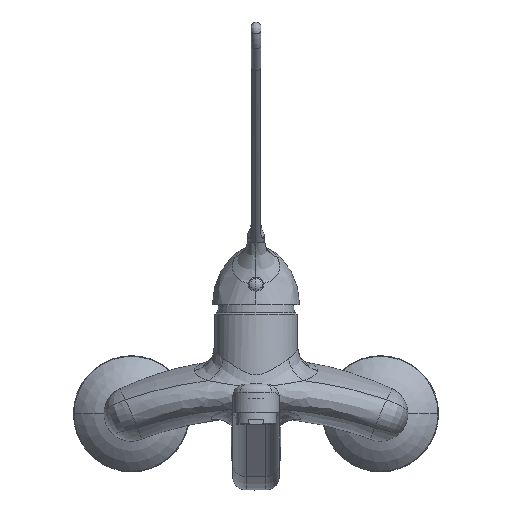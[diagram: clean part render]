
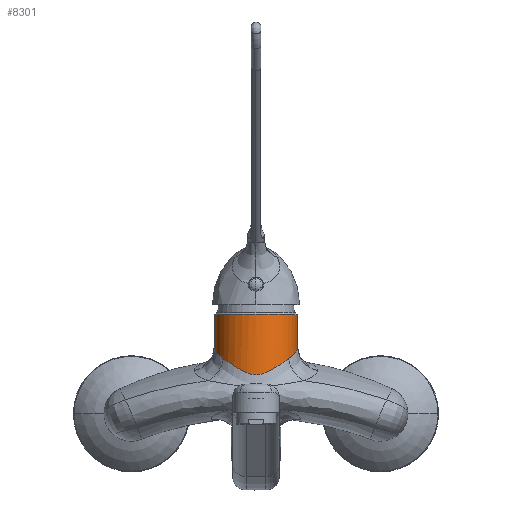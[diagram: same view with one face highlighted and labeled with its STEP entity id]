
A CAD part, top view. The second image highlights one B-rep face of the part: STEP entity #8301.
In plain terms, the highlighted cylindrical face has radius 25 mm (diameter 50 mm), a partial arc.
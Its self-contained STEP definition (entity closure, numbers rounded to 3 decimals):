
#1566=CARTESIAN_POINT('',(-25.,42.76,25.));
#1568=CARTESIAN_POINT('',(25.,42.76,25.));
#1606=DIRECTION('',(0.,1.,0.));
#1607=VECTOR('',#1606,19.44);
#1608=CARTESIAN_POINT('',(25.,42.76,25.));
#1609=LINE('',#1608,#1607);
#1638=CARTESIAN_POINT('',(0.,62.2,25.));
#1639=DIRECTION('',(0.,1.,0.));
#1640=DIRECTION('',(-1.,0.,0.));
#1641=AXIS2_PLACEMENT_3D('',#1638,#1639,#1640);
#1643=CARTESIAN_POINT('',(19.606,35.612,40.512));
#1644=CARTESIAN_POINT('',(19.851,35.776,40.201));
#1645=CARTESIAN_POINT('',(20.328,36.106,39.569));
#1646=CARTESIAN_POINT('',(21.,36.612,38.583));
#1647=CARTESIAN_POINT('',(21.625,37.124,37.563));
#1648=CARTESIAN_POINT('',(22.202,37.641,36.513));
#1649=CARTESIAN_POINT('',(22.729,38.163,35.435));
#1650=CARTESIAN_POINT('',(23.203,38.686,34.332));
#1651=CARTESIAN_POINT('',(23.625,39.21,33.207));
#1652=CARTESIAN_POINT('',(23.991,39.733,32.064));
#1653=CARTESIAN_POINT('',(24.302,40.252,30.906));
#1654=CARTESIAN_POINT('',(24.557,40.767,29.737));
#1655=CARTESIAN_POINT('',(24.755,41.277,28.558));
#1656=CARTESIAN_POINT('',(24.897,41.78,27.373));
#1657=CARTESIAN_POINT('',(24.981,42.275,26.186));
#1658=CARTESIAN_POINT('',(25.,42.6,25.395));
#1659=CARTESIAN_POINT('',(25.,42.76,25.));
#1661=CARTESIAN_POINT('',(-19.606,35.612,40.512));
#1662=CARTESIAN_POINT('',(-19.39,35.468,40.785));
#1663=CARTESIAN_POINT('',(-18.94,35.166,41.329));
#1664=CARTESIAN_POINT('',(-18.21,34.667,42.14));
#1665=CARTESIAN_POINT('',(-17.425,34.127,42.939));
#1666=CARTESIAN_POINT('',(-16.583,33.547,43.72));
#1667=CARTESIAN_POINT('',(-15.685,32.929,44.48));
#1668=CARTESIAN_POINT('',(-14.731,32.279,45.211));
#1669=CARTESIAN_POINT('',(-13.727,31.604,45.906));
#1670=CARTESIAN_POINT('',(-12.68,30.916,46.557));
#1671=CARTESIAN_POINT('',(-11.604,30.229,47.155));
#1672=CARTESIAN_POINT('',(-10.517,29.562,47.691));
#1673=CARTESIAN_POINT('',(-9.442,28.936,48.158));
#1674=CARTESIAN_POINT('',(-8.401,28.365,48.554));
#1675=CARTESIAN_POINT('',(-7.412,27.862,48.883));
#1676=CARTESIAN_POINT('',(-6.48,27.429,49.152));
#1677=CARTESIAN_POINT('',(-5.609,27.063,49.368));
#1678=CARTESIAN_POINT('',(-4.792,26.759,49.541));
#1679=CARTESIAN_POINT('',(-4.023,26.51,49.678));
#1680=CARTESIAN_POINT('',(-3.295,26.31,49.785));
#1681=CARTESIAN_POINT('',(-2.599,26.153,49.868));
#1682=CARTESIAN_POINT('',(-1.928,26.036,49.929));
#1683=CARTESIAN_POINT('',(-1.274,25.954,49.97));
#1684=CARTESIAN_POINT('',(-0.634,25.906,
49.995));
#1685=CARTESIAN_POINT('',(0.001,25.89,50.003));
#1686=CARTESIAN_POINT('',(0.636,25.906,49.995));
#1687=CARTESIAN_POINT('',(1.278,25.954,49.97));
#1688=CARTESIAN_POINT('',(1.931,26.036,49.928));
#1689=CARTESIAN_POINT('',(2.601,26.154,49.867));
#1690=CARTESIAN_POINT('',(3.297,26.311,49.785));
#1691=CARTESIAN_POINT('',(4.026,26.511,49.678));
#1692=CARTESIAN_POINT('',(4.795,26.76,49.54));
#1693=CARTESIAN_POINT('',(5.612,27.065,49.367));
#1694=CARTESIAN_POINT('',(6.484,27.431,49.15));
#1695=CARTESIAN_POINT('',(7.414,27.864,48.882));
#1696=CARTESIAN_POINT('',(8.405,28.367,48.553));
#1697=CARTESIAN_POINT('',(9.445,28.937,48.157));
#1698=CARTESIAN_POINT('',(10.52,29.564,47.689));
#1699=CARTESIAN_POINT('',(11.607,30.231,47.153));
#1700=CARTESIAN_POINT('',(12.683,30.918,46.555));
#1701=CARTESIAN_POINT('',(13.73,31.606,45.905));
#1702=CARTESIAN_POINT('',(14.733,32.28,45.209));
#1703=CARTESIAN_POINT('',(15.686,32.93,44.478));
#1704=CARTESIAN_POINT('',(16.584,33.548,43.719));
#1705=CARTESIAN_POINT('',(17.426,34.128,42.938));
#1706=CARTESIAN_POINT('',(18.211,34.668,42.14));
#1707=CARTESIAN_POINT('',(18.941,35.166,41.329));
#1708=CARTESIAN_POINT('',(19.39,35.468,40.784));
#1709=CARTESIAN_POINT('',(19.606,35.612,40.512));
#1711=CARTESIAN_POINT('',(-25.,42.76,25.));
#1712=CARTESIAN_POINT('',(-25.,42.6,25.395));
#1713=CARTESIAN_POINT('',(-24.981,42.275,26.186));
#1714=CARTESIAN_POINT('',(-24.897,41.779,27.374));
#1715=CARTESIAN_POINT('',(-24.755,41.276,28.559));
#1716=CARTESIAN_POINT('',(-24.557,40.767,29.738));
#1717=CARTESIAN_POINT('',(-24.302,40.251,30.908));
#1718=CARTESIAN_POINT('',(-23.991,39.732,32.066));
#1719=CARTESIAN_POINT('',(-23.624,39.209,33.209));
#1720=CARTESIAN_POINT('',(-23.203,38.685,34.334));
#1721=CARTESIAN_POINT('',(-22.728,38.162,35.437));
#1722=CARTESIAN_POINT('',(-22.201,37.641,36.514));
#1723=CARTESIAN_POINT('',(-21.624,37.123,37.564));
#1724=CARTESIAN_POINT('',(-20.999,36.611,38.583));
#1725=CARTESIAN_POINT('',(-20.328,36.106,39.569));
#1726=CARTESIAN_POINT('',(-19.851,35.776,40.202));
#1727=CARTESIAN_POINT('',(-19.606,35.612,40.512));
#1729=DIRECTION('',(0.,1.,0.));
#1730=VECTOR('',#1729,19.44);
#1731=CARTESIAN_POINT('',(-25.,42.76,25.));
#1732=LINE('',#1731,#1730);
#5386=VERTEX_POINT('',#1566);
#5391=VERTEX_POINT('',#1568);
#5393=VERTEX_POINT('',#1643);
#5395=VERTEX_POINT('',#1661);
#5414=CARTESIAN_POINT('',(25.,62.2,25.));
#5415=CARTESIAN_POINT('',(-25.,62.2,25.));
#5416=VERTEX_POINT('',#5414);
#5417=VERTEX_POINT('',#5415);
#8288=CARTESIAN_POINT('',(0.,-21.884,25.));
#8289=DIRECTION('',(0.,1.,0.));
#8290=DIRECTION('',(1.,0.,0.));
#8291=AXIS2_PLACEMENT_3D('',#8288,#8289,#8290);
#8292=CYLINDRICAL_SURFACE('',#8291,25.);
#8293=ORIENTED_EDGE('',*,*,#8275,.T.);
#8294=ORIENTED_EDGE('',*,*,#8210,.F.);
#8295=ORIENTED_EDGE('',*,*,#7845,.F.);
#8296=ORIENTED_EDGE('',*,*,#7970,.F.);
#8297=ORIENTED_EDGE('',*,*,#8028,.F.);
#8298=ORIENTED_EDGE('',*,*,#8206,.T.);
#8299=EDGE_LOOP('',(#8293,#8294,#8295,#8296,#8297,#8298));
#8300=FACE_OUTER_BOUND('',#8299,.F.);
#8301=ADVANCED_FACE('',(#8300),#8292,.T.);
#1642=CIRCLE('',#1641,25.);
#1660=B_SPLINE_CURVE_WITH_KNOTS('',3,(#1643,#1644,#1645,#1646,#1647,#1648,#1649,
#1650,#1651,#1652,#1653,#1654,#1655,#1656,#1657,#1658,#1659),.UNSPECIFIED.,.F.,
.F.,(4,1,1,1,1,1,1,1,1,1,1,1,1,1,4),(0.,0.071,0.143,
0.214,0.286,0.357,0.429,0.5,
0.571,0.643,0.714,0.786,
0.857,0.929,1.),.UNSPECIFIED.);
#1710=B_SPLINE_CURVE_WITH_KNOTS('',3,(#1661,#1662,#1663,#1664,#1665,#1666,#1667,
#1668,#1669,#1670,#1671,#1672,#1673,#1674,#1675,#1676,#1677,#1678,#1679,#1680,
#1681,#1682,#1683,#1684,#1685,#1686,#1687,#1688,#1689,#1690,#1691,#1692,#1693,
#1694,#1695,#1696,#1697,#1698,#1699,#1700,#1701,#1702,#1703,#1704,#1705,#1706,
#1707,#1708,#1709),.UNSPECIFIED.,.F.,.F.,(4,1,1,1,1,1,1,1,1,1,1,1,1,1,1,1,1,1,1,
1,1,1,1,1,1,1,1,1,1,1,1,1,1,1,1,1,1,1,1,1,1,1,1,1,1,1,4),(0.,
0.022,0.043,0.065,0.087,
0.109,0.13,0.152,0.174,
0.196,0.217,0.239,0.261,
0.283,0.304,0.326,0.348,
0.37,0.391,0.413,0.435,
0.457,0.478,0.5,0.522,0.543,
0.565,0.587,0.609,0.63,
0.652,0.674,0.696,0.717,
0.739,0.761,0.783,0.804,
0.826,0.848,0.87,0.891,
0.913,0.935,0.957,0.978,1.),
.UNSPECIFIED.);
#1728=B_SPLINE_CURVE_WITH_KNOTS('',3,(#1711,#1712,#1713,#1714,#1715,#1716,#1717,
#1718,#1719,#1720,#1721,#1722,#1723,#1724,#1725,#1726,#1727),.UNSPECIFIED.,.F.,
.F.,(4,1,1,1,1,1,1,1,1,1,1,1,1,1,4),(0.,0.071,0.143,
0.214,0.286,0.357,0.429,0.5,
0.571,0.643,0.714,0.786,
0.857,0.929,1.),.UNSPECIFIED.);
#7845=EDGE_CURVE('',#5393,#5391,#1660,.T.);
#7970=EDGE_CURVE('',#5395,#5393,#1710,.T.);
#8028=EDGE_CURVE('',#5386,#5395,#1728,.T.);
#8206=EDGE_CURVE('',#5386,#5417,#1732,.T.);
#8210=EDGE_CURVE('',#5391,#5416,#1609,.T.);
#8275=EDGE_CURVE('',#5417,#5416,#1642,.T.);
